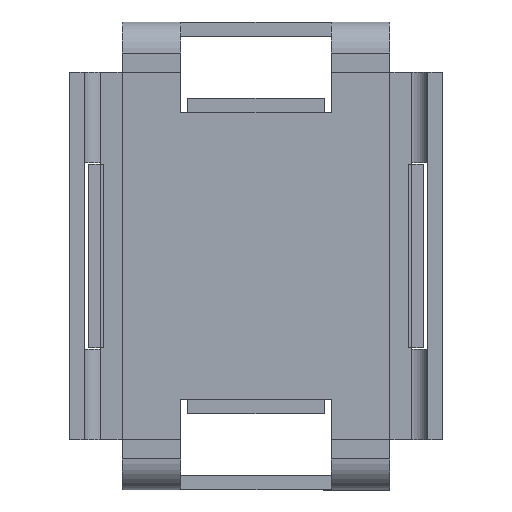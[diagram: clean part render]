
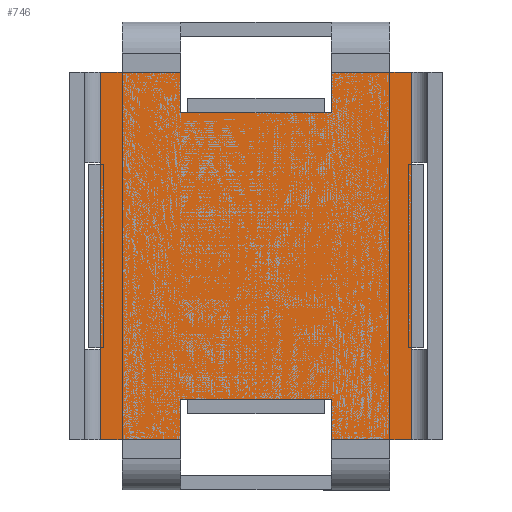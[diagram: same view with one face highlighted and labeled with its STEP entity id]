
A CAD part, front view. The second image highlights one B-rep face of the part: STEP entity #746.
In plain terms, the highlighted planar face has unit normal (0, -1, 0).
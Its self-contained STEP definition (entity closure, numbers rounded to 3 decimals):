
#616 = VERTEX_POINT('',#617);
#617 = CARTESIAN_POINT('',(-6.5,5.5,-7.7));
#625 = EDGE_CURVE('',#616,#626,#628,.T.);
#626 = VERTEX_POINT('',#627);
#627 = CARTESIAN_POINT('',(-3.15,5.5,-7.7));
#628 = LINE('',#629,#630);
#629 = CARTESIAN_POINT('',(-6.5,5.5,-7.7));
#630 = VECTOR('',#631,1.);
#631 = DIRECTION('',(1.,0.,0.));
#746 = ADVANCED_FACE('',(#747),#836,.F.);
#747 = FACE_BOUND('',#748,.F.);
#748 = EDGE_LOOP('',(#749,#750,#758,#766,#774,#782,#790,#798,#806,#814,
    #822,#830));
#749 = ORIENTED_EDGE('',*,*,#625,.F.);
#750 = ORIENTED_EDGE('',*,*,#751,.T.);
#751 = EDGE_CURVE('',#616,#752,#754,.T.);
#752 = VERTEX_POINT('',#753);
#753 = CARTESIAN_POINT('',(-6.5,5.5,7.7));
#754 = LINE('',#755,#756);
#755 = CARTESIAN_POINT('',(-6.5,5.5,-7.7));
#756 = VECTOR('',#757,1.);
#757 = DIRECTION('',(0.,0.,1.));
#758 = ORIENTED_EDGE('',*,*,#759,.T.);
#759 = EDGE_CURVE('',#752,#760,#762,.T.);
#760 = VERTEX_POINT('',#761);
#761 = CARTESIAN_POINT('',(-3.15,5.5,7.7));
#762 = LINE('',#763,#764);
#763 = CARTESIAN_POINT('',(-6.5,5.5,7.7));
#764 = VECTOR('',#765,1.);
#765 = DIRECTION('',(1.,0.,0.));
#766 = ORIENTED_EDGE('',*,*,#767,.T.);
#767 = EDGE_CURVE('',#760,#768,#770,.T.);
#768 = VERTEX_POINT('',#769);
#769 = CARTESIAN_POINT('',(-3.15,5.5,6.));
#770 = LINE('',#771,#772);
#771 = CARTESIAN_POINT('',(-3.15,5.5,-0.85));
#772 = VECTOR('',#773,1.);
#773 = DIRECTION('',(0.,0.,-1.));
#774 = ORIENTED_EDGE('',*,*,#775,.T.);
#775 = EDGE_CURVE('',#768,#776,#778,.T.);
#776 = VERTEX_POINT('',#777);
#777 = CARTESIAN_POINT('',(3.15,5.5,6.));
#778 = LINE('',#779,#780);
#779 = CARTESIAN_POINT('',(-4.825,5.5,6.));
#780 = VECTOR('',#781,1.);
#781 = DIRECTION('',(1.,0.,0.));
#782 = ORIENTED_EDGE('',*,*,#783,.F.);
#783 = EDGE_CURVE('',#784,#776,#786,.T.);
#784 = VERTEX_POINT('',#785);
#785 = CARTESIAN_POINT('',(3.15,5.5,7.7));
#786 = LINE('',#787,#788);
#787 = CARTESIAN_POINT('',(3.15,5.5,-0.85));
#788 = VECTOR('',#789,1.);
#789 = DIRECTION('',(0.,0.,-1.));
#790 = ORIENTED_EDGE('',*,*,#791,.T.);
#791 = EDGE_CURVE('',#784,#792,#794,.T.);
#792 = VERTEX_POINT('',#793);
#793 = CARTESIAN_POINT('',(6.5,5.5,7.7));
#794 = LINE('',#795,#796);
#795 = CARTESIAN_POINT('',(-6.5,5.5,7.7));
#796 = VECTOR('',#797,1.);
#797 = DIRECTION('',(1.,0.,0.));
#798 = ORIENTED_EDGE('',*,*,#799,.F.);
#799 = EDGE_CURVE('',#800,#792,#802,.T.);
#800 = VERTEX_POINT('',#801);
#801 = CARTESIAN_POINT('',(6.5,5.5,-7.7));
#802 = LINE('',#803,#804);
#803 = CARTESIAN_POINT('',(6.5,5.5,-7.7));
#804 = VECTOR('',#805,1.);
#805 = DIRECTION('',(0.,0.,1.));
#806 = ORIENTED_EDGE('',*,*,#807,.F.);
#807 = EDGE_CURVE('',#808,#800,#810,.T.);
#808 = VERTEX_POINT('',#809);
#809 = CARTESIAN_POINT('',(3.15,5.5,-7.7));
#810 = LINE('',#811,#812);
#811 = CARTESIAN_POINT('',(-6.5,5.5,-7.7));
#812 = VECTOR('',#813,1.);
#813 = DIRECTION('',(1.,0.,0.));
#814 = ORIENTED_EDGE('',*,*,#815,.F.);
#815 = EDGE_CURVE('',#816,#808,#818,.T.);
#816 = VERTEX_POINT('',#817);
#817 = CARTESIAN_POINT('',(3.15,5.5,-6.));
#818 = LINE('',#819,#820);
#819 = CARTESIAN_POINT('',(3.15,5.5,-8.55));
#820 = VECTOR('',#821,1.);
#821 = DIRECTION('',(0.,0.,-1.));
#822 = ORIENTED_EDGE('',*,*,#823,.F.);
#823 = EDGE_CURVE('',#824,#816,#826,.T.);
#824 = VERTEX_POINT('',#825);
#825 = CARTESIAN_POINT('',(-3.15,5.5,-6.));
#826 = LINE('',#827,#828);
#827 = CARTESIAN_POINT('',(-4.825,5.5,-6.));
#828 = VECTOR('',#829,1.);
#829 = DIRECTION('',(1.,0.,0.));
#830 = ORIENTED_EDGE('',*,*,#831,.T.);
#831 = EDGE_CURVE('',#824,#626,#832,.T.);
#832 = LINE('',#833,#834);
#833 = CARTESIAN_POINT('',(-3.15,5.5,-8.55));
#834 = VECTOR('',#835,1.);
#835 = DIRECTION('',(0.,0.,-1.));
#836 = PLANE('',#837);
#837 = AXIS2_PLACEMENT_3D('',#838,#839,#840);
#838 = CARTESIAN_POINT('',(-6.5,5.5,-7.7));
#839 = DIRECTION('',(0.,1.,0.));
#840 = DIRECTION('',(1.,0.,0.));
